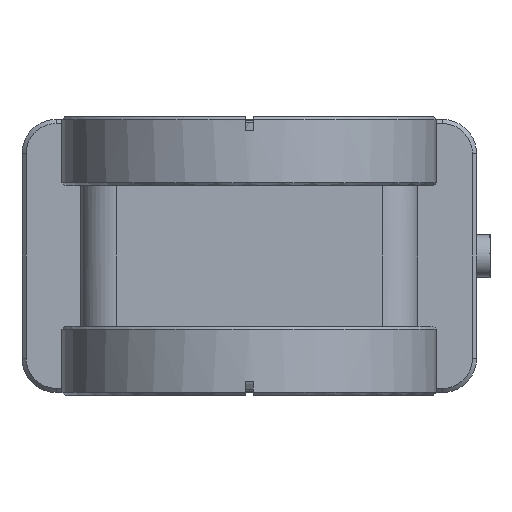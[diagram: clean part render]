
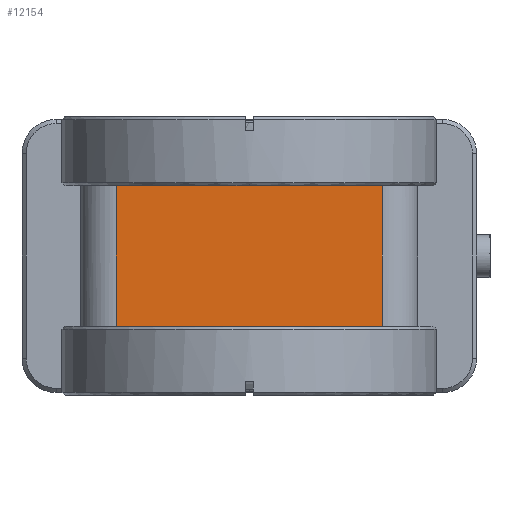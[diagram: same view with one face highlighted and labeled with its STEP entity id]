
A CAD part, front view. The second image highlights one B-rep face of the part: STEP entity #12154.
In plain terms, the highlighted planar face has unit normal (0, -1, 0).
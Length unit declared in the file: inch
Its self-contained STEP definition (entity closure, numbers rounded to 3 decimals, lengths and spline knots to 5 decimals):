
#319 = LINE ( 'NONE', #3040, #16648 ) ;
#507 = VERTEX_POINT ( 'NONE', #733 ) ;
#733 = CARTESIAN_POINT ( 'NONE',  ( 0.9685, -1.3, -0.5125 ) ) ;
#763 = VECTOR ( 'NONE', #15310, 39.37008 ) ;
#1140 = DIRECTION ( 'NONE',  ( 1., 0., 0. ) ) ;
#1224 = EDGE_CURVE ( 'NONE', #19455, #507, #319, .T. ) ;
#1241 = VECTOR ( 'NONE', #18815, 39.37008 ) ;
#1504 = VECTOR ( 'NONE', #5555, 39.37008 ) ;
#1583 = DIRECTION ( 'NONE',  ( 0., 0., -1. ) ) ;
#1819 = CARTESIAN_POINT ( 'NONE',  ( 0., -1.3, 0.5125 ) ) ;
#1830 = ORIENTED_EDGE ( 'NONE', *, *, #14572, .F. ) ;
#2105 = EDGE_CURVE ( 'NONE', #11479, #13997, #10931, .T. ) ;
#2210 = EDGE_CURVE ( 'NONE', #11479, #17348, #9466, .T. ) ;
#2212 = VECTOR ( 'NONE', #4955, 39.37008 ) ;
#2360 = EDGE_CURVE ( 'NONE', #17348, #19002, #17398, .T. ) ;
#3040 = CARTESIAN_POINT ( 'NONE',  ( 0.9685, -1.3, 0.52116 ) ) ;
#3228 = EDGE_CURVE ( 'NONE', #5399, #19455, #14636, .T. ) ;
#4325 = CARTESIAN_POINT ( 'NONE',  ( 0., -1.3, -0.5125 ) ) ;
#4588 = DIRECTION ( 'NONE',  ( 0., 0., 1. ) ) ;
#4955 = DIRECTION ( 'NONE',  ( 1., 0., 0. ) ) ;
#5218 = VECTOR ( 'NONE', #4588, 39.37008 ) ;
#5354 = CARTESIAN_POINT ( 'NONE',  ( -0.345, -1.3, -0.5125 ) ) ;
#5399 = VERTEX_POINT ( 'NONE', #5432 ) ;
#5432 = CARTESIAN_POINT ( 'NONE',  ( 0.345, -1.3, 0.5125 ) ) ;
#5555 = DIRECTION ( 'NONE',  ( 1., 0., 0. ) ) ;
#5582 = ORIENTED_EDGE ( 'NONE', *, *, #2210, .F. ) ;
#6068 = CARTESIAN_POINT ( 'NONE',  ( -0.9685, -1.3, 0.5125 ) ) ;
#6555 = ORIENTED_EDGE ( 'NONE', *, *, #3228, .F. ) ;
#7011 = ORIENTED_EDGE ( 'NONE', *, *, #1224, .F. ) ;
#7194 = ORIENTED_EDGE ( 'NONE', *, *, #2105, .T. ) ;
#7203 = ORIENTED_EDGE ( 'NONE', *, *, #9761, .T. ) ;
#7813 = AXIS2_PLACEMENT_3D ( 'NONE', #13637, #8953, #20067 ) ;
#8465 = CARTESIAN_POINT ( 'NONE',  ( -0.9685, -1.3, -0.5125 ) ) ;
#8953 = DIRECTION ( 'NONE',  ( 0., -1., 0. ) ) ;
#9211 = LINE ( 'NONE', #16912, #763 ) ;
#9466 = LINE ( 'NONE', #18813, #5218 ) ;
#9761 = EDGE_CURVE ( 'NONE', #13997, #11990, #11126, .T. ) ;
#10931 = LINE ( 'NONE', #4325, #15143 ) ;
#10980 = ORIENTED_EDGE ( 'NONE', *, *, #18772, .T. ) ;
#11126 = LINE ( 'NONE', #12850, #2212 ) ;
#11161 = FACE_OUTER_BOUND ( 'NONE', #14261, .T. ) ;
#11479 = VERTEX_POINT ( 'NONE', #8465 ) ;
#11990 = VERTEX_POINT ( 'NONE', #12972 ) ;
#12154 = ADVANCED_FACE ( 'NONE', ( #11161 ), #18478, .T. ) ;
#12826 = CARTESIAN_POINT ( 'NONE',  ( -0.345, -1.3, 0.5125 ) ) ;
#12850 = CARTESIAN_POINT ( 'NONE',  ( -1.2285, -1.3, -0.5125 ) ) ;
#12881 = DIRECTION ( 'NONE',  ( 1., 0., 0. ) ) ;
#12972 = CARTESIAN_POINT ( 'NONE',  ( 0.345, -1.3, -0.5125 ) ) ;
#13637 = CARTESIAN_POINT ( 'NONE',  ( -1.2285, -1.3, -0.5125 ) ) ;
#13860 = LINE ( 'NONE', #17200, #1241 ) ;
#13997 = VERTEX_POINT ( 'NONE', #5354 ) ;
#14190 = CARTESIAN_POINT ( 'NONE',  ( 0.9685, -1.3, 0.5125 ) ) ;
#14261 = EDGE_LOOP ( 'NONE', ( #1830, #16015, #5582, #7194, #7203, #10980, #7011, #6555 ) ) ;
#14572 = EDGE_CURVE ( 'NONE', #19002, #5399, #13860, .T. ) ;
#14636 = LINE ( 'NONE', #15043, #1504 ) ;
#15043 = CARTESIAN_POINT ( 'NONE',  ( 0., -1.3, 0.5125 ) ) ;
#15143 = VECTOR ( 'NONE', #1140, 39.37008 ) ;
#15310 = DIRECTION ( 'NONE',  ( 1., 0., 0. ) ) ;
#16015 = ORIENTED_EDGE ( 'NONE', *, *, #2360, .F. ) ;
#16648 = VECTOR ( 'NONE', #1583, 39.37008 ) ;
#16870 = VECTOR ( 'NONE', #12881, 39.37008 ) ;
#16912 = CARTESIAN_POINT ( 'NONE',  ( 0., -1.3, -0.5125 ) ) ;
#17200 = CARTESIAN_POINT ( 'NONE',  ( 0., -1.3, 0.5125 ) ) ;
#17348 = VERTEX_POINT ( 'NONE', #6068 ) ;
#17398 = LINE ( 'NONE', #1819, #16870 ) ;
#18478 = PLANE ( 'NONE',  #7813 ) ;
#18772 = EDGE_CURVE ( 'NONE', #11990, #507, #9211, .T. ) ;
#18813 = CARTESIAN_POINT ( 'NONE',  ( -0.9685, -1.3, 0.52116 ) ) ;
#18815 = DIRECTION ( 'NONE',  ( 1., 0., 0. ) ) ;
#19002 = VERTEX_POINT ( 'NONE', #12826 ) ;
#19455 = VERTEX_POINT ( 'NONE', #14190 ) ;
#20067 = DIRECTION ( 'NONE',  ( 0., 0., -1. ) ) ;
